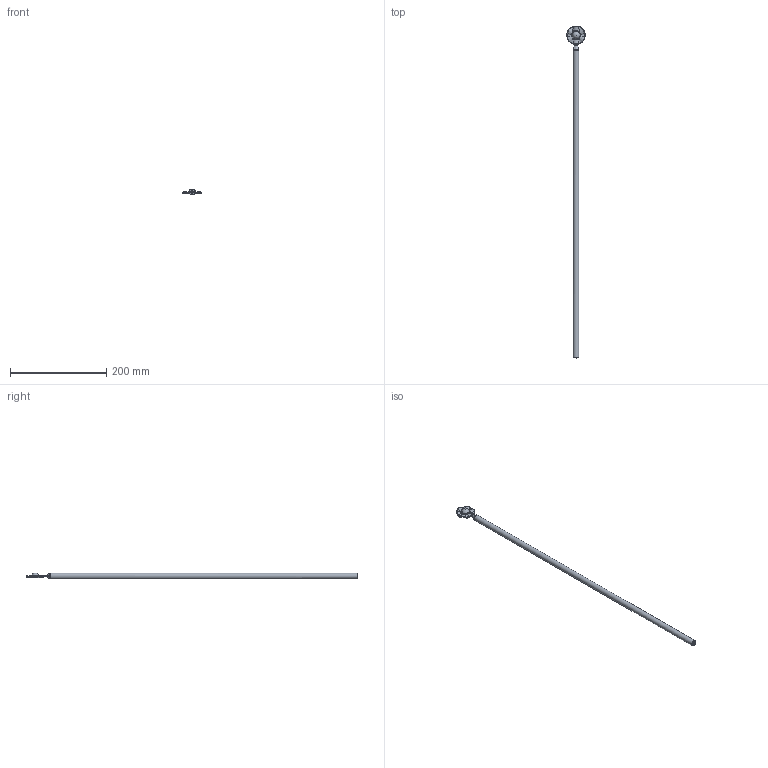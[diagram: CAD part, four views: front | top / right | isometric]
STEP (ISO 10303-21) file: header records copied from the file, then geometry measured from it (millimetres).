
FILE_DESCRIPTION (( 'STEP AP203' ), '1' );
FILE_NAME ('1693.STEP', '2022-04-25T09:01:56', ( '' ), ( '' ), 'SwSTEP 2.0', 'SolidWorks 2018', '' );
FILE_SCHEMA (( 'CONFIG_CONTROL_DESIGN' ));
Length unit declared in the file: millimetre
Products named in the file (1): 1693
Bounding box: 38 x 690 x 12 mm (x, y, z)
Volume: 75402.2 mm3; surface area: 27355.2 mm2
Topology: 1 solids, 1 shells, 382 faces, 984 edges, 617 vertices
Faces by surface type: bspline 246, plane 116, cone 12, cylinder 6, sphere 2
Full cylindrical faces by diameter (mm): 12 x1
Entity records: 22807 total; most frequent: CARTESIAN_POINT 15366, ORIENTED_EDGE 1952, EDGE_CURVE 976, DIRECTION 817, VERTEX_POINT 615, B_SPLINE_CURVE_WITH_KNOTS 512, EDGE_LOOP 401, FACE_OUTER_BOUND 383
